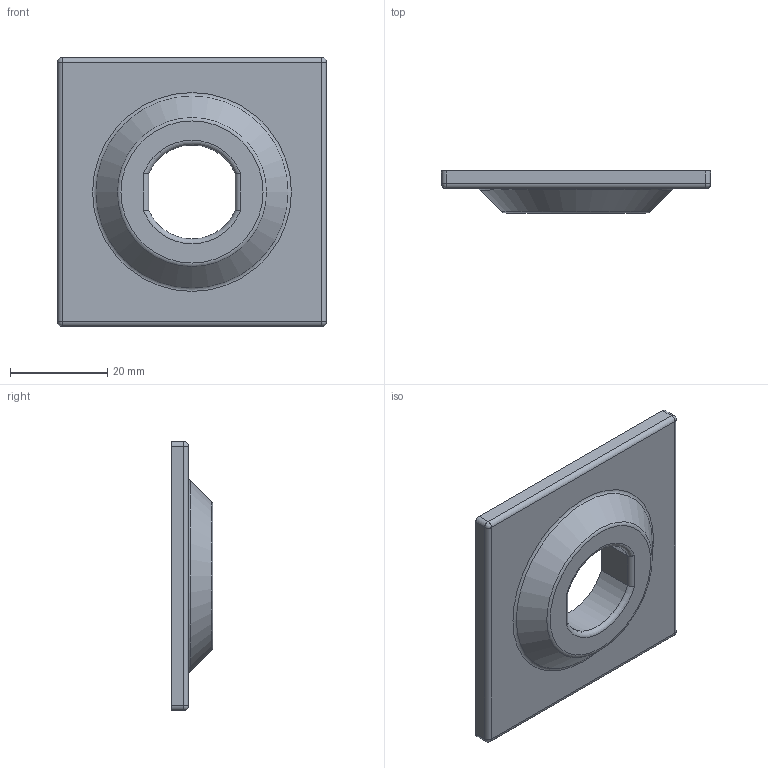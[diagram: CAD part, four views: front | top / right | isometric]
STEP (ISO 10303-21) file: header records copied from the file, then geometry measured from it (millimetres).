
FILE_DESCRIPTION(/* description */ ('STEP AP242','CAx-IF Rec.Pracs.---Representation and Presentation of Product Manufacturing Information (PMI)---4.0---2014-10-13','CAx-IF Rec.Pracs.---3D Tessellated Geometry---0.4---2014-09-14','2;1'),/* implementation_level */ '2;1');
FILE_NAME(/* name */ '686203760d7b32586acbc9b7',/* time_stamp */ '2025-06-30T03:24:39Z',/* author */ (''),/* organization */ (''),/* preprocessor_version */ 'ST-DEVELOPER v20',/* originating_system */ 'ONSHAPE BY PTC INC, 1.200',/* authorisation */ ' ');
FILE_SCHEMA (('AP242_MANAGED_MODEL_BASED_3D_ENGINEERING_MIM_LF { 1 0 10303 442 1 1 4 }'));
Length unit declared in the file: metre
Products named in the file (1): Part 1
Bounding box: 55.25 x 8.6 x 55.25 mm (x, y, z)
Volume: 13318.8 mm3; surface area: 6939.1 mm2
Topology: 1 solids, 1 shells, 30 faces, 68 edges, 37 vertices
Faces by surface type: cylinder 12, plane 9, torus 4, sphere 4, cone 1
Entity records: 808 total; most frequent: DIRECTION 144, CARTESIAN_POINT 143, ORIENTED_EDGE 120, EDGE_CURVE 60, AXIS2_PLACEMENT_3D 57, VERTEX_POINT 36, EDGE_LOOP 36, FACE_BOUND 36
